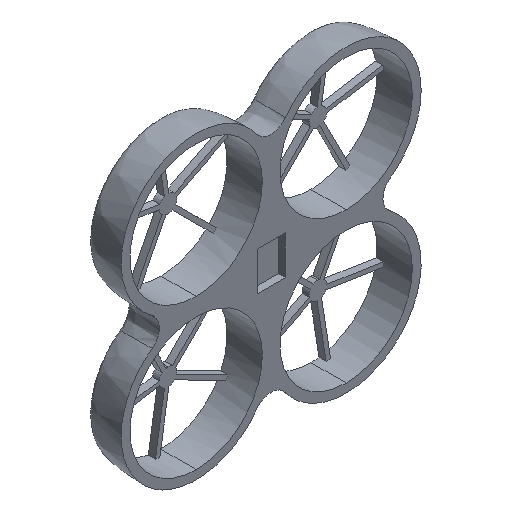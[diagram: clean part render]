
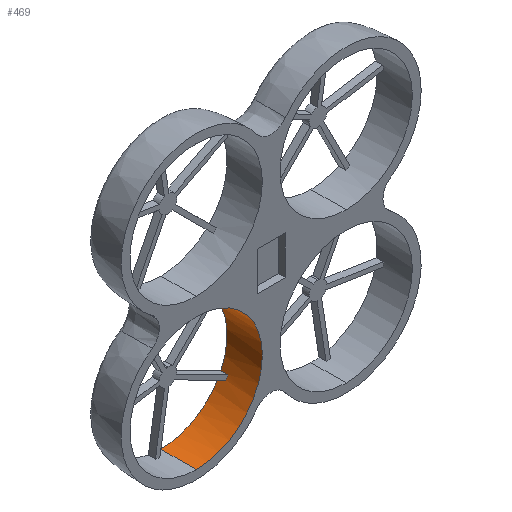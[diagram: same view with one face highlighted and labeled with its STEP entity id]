
A CAD part, isometric view. The second image highlights one B-rep face of the part: STEP entity #469.
In plain terms, the highlighted cylindrical face has radius 37.5 mm (diameter 75 mm), a partial arc.
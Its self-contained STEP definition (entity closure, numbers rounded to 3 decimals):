
#44 = CARTESIAN_POINT ( 'NONE',  ( -41.509, 0., -32.164 ) ) ;
#157 = CARTESIAN_POINT ( 'NONE',  ( -8.688, 20., -50.304 ) ) ;
#165 = ORIENTED_EDGE ( 'NONE', *, *, #1098, .F. ) ;
#171 = ORIENTED_EDGE ( 'NONE', *, *, #2026, .T. ) ;
#214 = CARTESIAN_POINT ( 'NONE',  ( -8.688, 16., -50.304 ) ) ;
#233 = DIRECTION ( 'NONE',  ( 0., 0., 1. ) ) ;
#247 = CARTESIAN_POINT ( 'NONE',  ( -41.509, 0., -69.664 ) ) ;
#251 = AXIS2_PLACEMENT_3D ( 'NONE', #2059, #2124, #454 ) ;
#290 = VERTEX_POINT ( 'NONE', #3503 ) ;
#331 = CIRCLE ( 'NONE', #735, 37.5 ) ;
#354 = CARTESIAN_POINT ( 'NONE',  ( -8.688, 16., -50.304 ) ) ;
#370 = EDGE_CURVE ( 'NONE', #3976, #3354, #1126, .T. ) ;
#428 = DIRECTION ( 'NONE',  ( 0., 1., 0. ) ) ;
#454 = DIRECTION ( 'NONE',  ( 0., 0., -1. ) ) ;
#469 = ADVANCED_FACE ( 'NONE', ( #1772 ), #3369, .F. ) ;
#481 = VERTEX_POINT ( 'NONE', #157 ) ;
#485 = DIRECTION ( 'NONE',  ( 0., 0., 1. ) ) ;
#541 = DIRECTION ( 'NONE',  ( 0., 0., 1. ) ) ;
#735 = AXIS2_PLACEMENT_3D ( 'NONE', #2529, #3817, #541 ) ;
#957 = CIRCLE ( 'NONE', #2487, 37.5 ) ;
#973 = CARTESIAN_POINT ( 'NONE',  ( -41.509, 20., -69.664 ) ) ;
#1021 = EDGE_CURVE ( 'NONE', #3473, #2415, #3331, .T. ) ;
#1022 = CARTESIAN_POINT ( 'NONE',  ( -41.509, 20., 5.336 ) ) ;
#1039 = EDGE_CURVE ( 'NONE', #3361, #290, #2198, .T. ) ;
#1074 = CARTESIAN_POINT ( 'NONE',  ( -41.509, 20., 5.336 ) ) ;
#1090 = AXIS2_PLACEMENT_3D ( 'NONE', #2065, #2028, #485 ) ;
#1098 = EDGE_CURVE ( 'NONE', #2392, #290, #3714, .T. ) ;
#1126 = CIRCLE ( 'NONE', #3471, 37.5 ) ;
#1186 = LINE ( 'NONE', #214, #2008 ) ;
#1221 = CARTESIAN_POINT ( 'NONE',  ( -15.9, 16., -4.77 ) ) ;
#1240 = CARTESIAN_POINT ( 'NONE',  ( -7.542, 16., -48.054 ) ) ;
#1241 = CARTESIAN_POINT ( 'NONE',  ( -14.114, 20., -6.556 ) ) ;
#1257 = CARTESIAN_POINT ( 'NONE',  ( -14.114, 16., -6.556 ) ) ;
#1294 = LINE ( 'NONE', #1074, #3609 ) ;
#1343 = EDGE_CURVE ( 'NONE', #3354, #1808, #2825, .T. ) ;
#1364 = CARTESIAN_POINT ( 'NONE',  ( -41.509, 20., -32.164 ) ) ;
#1378 = ORIENTED_EDGE ( 'NONE', *, *, #3444, .F. ) ;
#1395 = VERTEX_POINT ( 'NONE', #1257 ) ;
#1396 = EDGE_CURVE ( 'NONE', #3923, #1808, #331, .T. ) ;
#1463 = EDGE_CURVE ( 'NONE', #3361, #3473, #1294, .T. ) ;
#1657 = VECTOR ( 'NONE', #428, 1000. ) ;
#1772 = FACE_OUTER_BOUND ( 'NONE', #2015, .T. ) ;
#1808 = VERTEX_POINT ( 'NONE', #2473 ) ;
#1866 = DIRECTION ( 'NONE',  ( 0., 1., 0. ) ) ;
#1905 = DIRECTION ( 'NONE',  ( 0., -1., 0. ) ) ;
#1986 = EDGE_CURVE ( 'NONE', #1395, #3923, #2535, .T. ) ;
#2008 = VECTOR ( 'NONE', #2766, 1000. ) ;
#2015 = EDGE_LOOP ( 'NONE', ( #2033, #2847, #165, #1378, #2683, #3043, #2871, #3001, #2607, #3916, #171, #3663 ) ) ;
#2026 = EDGE_CURVE ( 'NONE', #3127, #2415, #2225, .T. ) ;
#2028 = DIRECTION ( 'NONE',  ( 0., -1., 0. ) ) ;
#2033 = ORIENTED_EDGE ( 'NONE', *, *, #1463, .F. ) ;
#2059 = CARTESIAN_POINT ( 'NONE',  ( -41.509, 20., -32.164 ) ) ;
#2065 = CARTESIAN_POINT ( 'NONE',  ( -41.509, 16., -32.164 ) ) ;
#2124 = DIRECTION ( 'NONE',  ( 0., -1., 0. ) ) ;
#2149 = CIRCLE ( 'NONE', #1090, 37.5 ) ;
#2198 = CIRCLE ( 'NONE', #2533, 37.5 ) ;
#2201 = CARTESIAN_POINT ( 'NONE',  ( -14.114, 16., -6.556 ) ) ;
#2225 = LINE ( 'NONE', #973, #3880 ) ;
#2291 = DIRECTION ( 'NONE',  ( 0., 1., 0. ) ) ;
#2301 = DIRECTION ( 'NONE',  ( 0., -1., 0. ) ) ;
#2307 = DIRECTION ( 'NONE',  ( 0., 0., 1. ) ) ;
#2363 = CARTESIAN_POINT ( 'NONE',  ( -41.509, 16., -32.164 ) ) ;
#2392 = VERTEX_POINT ( 'NONE', #1221 ) ;
#2415 = VERTEX_POINT ( 'NONE', #247 ) ;
#2473 = CARTESIAN_POINT ( 'NONE',  ( -7.542, 20., -48.054 ) ) ;
#2487 = AXIS2_PLACEMENT_3D ( 'NONE', #3763, #3110, #233 ) ;
#2529 = CARTESIAN_POINT ( 'NONE',  ( -41.509, 20., -32.164 ) ) ;
#2533 = AXIS2_PLACEMENT_3D ( 'NONE', #1364, #2291, #2307 ) ;
#2535 = LINE ( 'NONE', #2201, #2802 ) ;
#2607 = ORIENTED_EDGE ( 'NONE', *, *, #3237, .T. ) ;
#2683 = ORIENTED_EDGE ( 'NONE', *, *, #1986, .T. ) ;
#2766 = DIRECTION ( 'NONE',  ( 0., 1., 0. ) ) ;
#2802 = VECTOR ( 'NONE', #1866, 1000. ) ;
#2825 = LINE ( 'NONE', #1240, #3146 ) ;
#2847 = ORIENTED_EDGE ( 'NONE', *, *, #1039, .T. ) ;
#2871 = ORIENTED_EDGE ( 'NONE', *, *, #1343, .F. ) ;
#3001 = ORIENTED_EDGE ( 'NONE', *, *, #370, .F. ) ;
#3043 = ORIENTED_EDGE ( 'NONE', *, *, #1396, .T. ) ;
#3110 = DIRECTION ( 'NONE',  ( 0., 1., 0. ) ) ;
#3127 = VERTEX_POINT ( 'NONE', #3986 ) ;
#3146 = VECTOR ( 'NONE', #4124, 1000. ) ;
#3195 = EDGE_CURVE ( 'NONE', #481, #3127, #957, .T. ) ;
#3237 = EDGE_CURVE ( 'NONE', #3976, #481, #1186, .T. ) ;
#3271 = DIRECTION ( 'NONE',  ( 0., 0., 1. ) ) ;
#3313 = CARTESIAN_POINT ( 'NONE',  ( -41.509, 0., 5.336 ) ) ;
#3331 = CIRCLE ( 'NONE', #3939, 37.5 ) ;
#3354 = VERTEX_POINT ( 'NONE', #3574 ) ;
#3361 = VERTEX_POINT ( 'NONE', #1022 ) ;
#3369 = CYLINDRICAL_SURFACE ( 'NONE', #251, 37.5 ) ;
#3444 = EDGE_CURVE ( 'NONE', #1395, #2392, #2149, .T. ) ;
#3471 = AXIS2_PLACEMENT_3D ( 'NONE', #2363, #2301, #3271 ) ;
#3473 = VERTEX_POINT ( 'NONE', #3313 ) ;
#3503 = CARTESIAN_POINT ( 'NONE',  ( -15.9, 20., -4.77 ) ) ;
#3524 = DIRECTION ( 'NONE',  ( 0., -1., 0. ) ) ;
#3574 = CARTESIAN_POINT ( 'NONE',  ( -7.542, 16., -48.054 ) ) ;
#3576 = DIRECTION ( 'NONE',  ( 0., 0., 1. ) ) ;
#3609 = VECTOR ( 'NONE', #3524, 1000. ) ;
#3663 = ORIENTED_EDGE ( 'NONE', *, *, #1021, .F. ) ;
#3714 = LINE ( 'NONE', #3968, #1657 ) ;
#3763 = CARTESIAN_POINT ( 'NONE',  ( -41.509, 20., -32.164 ) ) ;
#3817 = DIRECTION ( 'NONE',  ( 0., 1., 0. ) ) ;
#3880 = VECTOR ( 'NONE', #1905, 1000. ) ;
#3907 = DIRECTION ( 'NONE',  ( 0., 1., 0. ) ) ;
#3916 = ORIENTED_EDGE ( 'NONE', *, *, #3195, .T. ) ;
#3923 = VERTEX_POINT ( 'NONE', #1241 ) ;
#3939 = AXIS2_PLACEMENT_3D ( 'NONE', #44, #3907, #3576 ) ;
#3968 = CARTESIAN_POINT ( 'NONE',  ( -15.9, 16., -4.77 ) ) ;
#3976 = VERTEX_POINT ( 'NONE', #354 ) ;
#3986 = CARTESIAN_POINT ( 'NONE',  ( -41.509, 20., -69.664 ) ) ;
#4124 = DIRECTION ( 'NONE',  ( 0., 1., 0. ) ) ;
